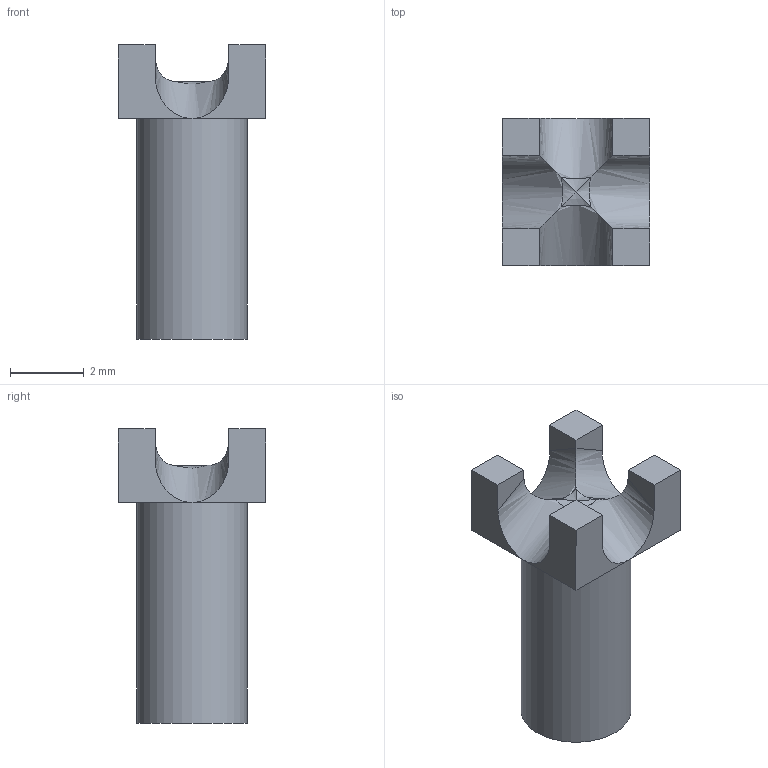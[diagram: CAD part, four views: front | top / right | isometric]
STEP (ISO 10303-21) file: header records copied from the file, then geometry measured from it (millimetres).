
FILE_DESCRIPTION(('FreeCAD Model'),'2;1');
FILE_NAME('2020-05-03 Tornillo M3 Cabesa Miña.step','2020-05-03T18:47:13',('Author'),(''), 'Open CASCADE STEP processor 7.3','FreeCAD','Unknown');
FILE_SCHEMA(('AUTOMOTIVE_DESIGN { 1 0 10303 214 1 1 1 1 }'));
Length unit declared in the file: millimetre
Products named in the file (2): SubtractivePipe001; Cylindre
Bounding box: 4 x 4 x 8 mm (x, y, z)
Volume: 58.1 mm3; surface area: 132.8 mm2
Topology: 2 solids, 2 shells, 33 faces, 83 edges, 54 vertices
Faces by surface type: plane 23, extrusion 4, revolution 3, bspline 2, cylinder 1
Full cylindrical faces by diameter (mm): 3 x1
Entity records: 4049 total; most frequent: CARTESIAN_POINT 2538, DIRECTION 198, ORIENTED_EDGE 166, PCURVE 166, DEFINITIONAL_REPRESENTATION 166, B_SPLINE_CURVE_WITH_KNOTS 128, VECTOR 117, LINE 113
